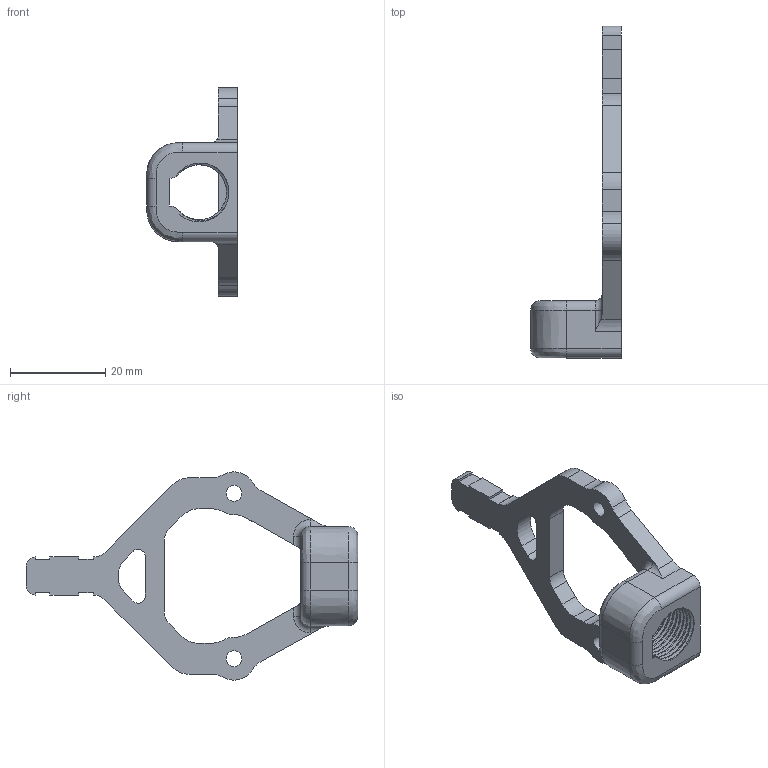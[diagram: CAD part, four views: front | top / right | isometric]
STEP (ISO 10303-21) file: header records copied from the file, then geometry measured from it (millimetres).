
FILE_DESCRIPTION(/* description */ (''),/* implementation_level */ '2;1');
FILE_NAME(/* name */ 'Untitled.stp',/* time_stamp */ '2016-03-24T19:59:21-07:00',/* author */ (''),/* organization */ (''),/* preprocessor_version */ 'ST-DEVELOPER v16.2',/* originating_system */ 'Autodesk Translation Framework v4.3.0.3010',/* authorisation */ '');
FILE_SCHEMA (('AUTOMOTIVE_DESIGN { 1 0 10303 214 3 1 1 }'));
Length unit declared in the file: centimetre
Products named in the file (1): Inductive Sensor Mount v7
Bounding box: 19 x 69.61 x 43.7 mm (x, y, z)
Volume: 6205.5 mm3; surface area: 4634.6 mm2
Topology: 1 solids, 1 shells, 145 faces, 423 edges, 278 vertices
Faces by surface type: cylinder 69, plane 42, bspline 32, torus 2
Full cylindrical faces by diameter (mm): 3.3 x2
Entity records: 7567 total; most frequent: CARTESIAN_POINT 3942, ORIENTED_EDGE 842, DIRECTION 616, EDGE_CURVE 421, VERTEX_POINT 278, LINE 208, VECTOR 208, AXIS2_PLACEMENT_3D 204
